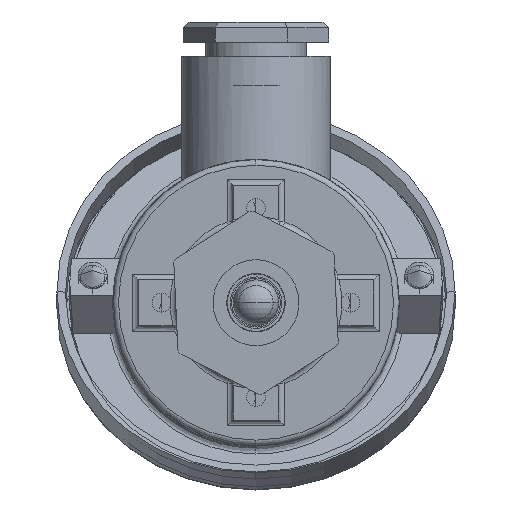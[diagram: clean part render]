
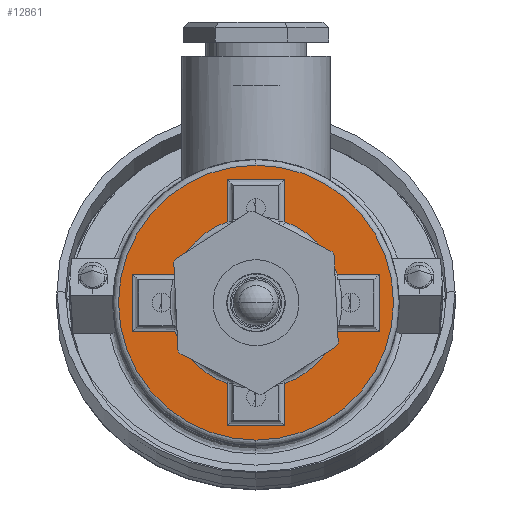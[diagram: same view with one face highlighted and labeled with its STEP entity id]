
A CAD part, front view. The second image highlights one B-rep face of the part: STEP entity #12861.
In plain terms, the highlighted planar face has unit normal (0, -1, 0).
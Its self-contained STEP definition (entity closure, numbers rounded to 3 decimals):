
#79 = CARTESIAN_POINT ( 'NONE',  ( -5., 27.7, -21.5 ) ) ;
#273 = ORIENTED_EDGE ( 'NONE', *, *, #2303, .T. ) ;
#308 = LINE ( 'NONE', #11366, #4459 ) ;
#564 = VERTEX_POINT ( 'NONE', #79 ) ;
#578 = CARTESIAN_POINT ( 'NONE',  ( 5., 27.7, 21.5 ) ) ;
#713 = ORIENTED_EDGE ( 'NONE', *, *, #10508, .T. ) ;
#927 = VERTEX_POINT ( 'NONE', #1154 ) ;
#949 = EDGE_CURVE ( 'NONE', #9091, #10719, #4452, .T. ) ;
#960 = LINE ( 'NONE', #9589, #5265 ) ;
#1119 = DIRECTION ( 'NONE',  ( 1., 0., 0. ) ) ;
#1154 = CARTESIAN_POINT ( 'NONE',  ( -14.142, 27.7, 5. ) ) ;
#1340 = DIRECTION ( 'NONE',  ( 0., 0., 1. ) ) ;
#1501 = ORIENTED_EDGE ( 'NONE', *, *, #949, .T. ) ;
#1516 = CARTESIAN_POINT ( 'NONE',  ( 0., 27.7, 0. ) ) ;
#1742 = VECTOR ( 'NONE', #14324, 1000. ) ;
#1774 = ORIENTED_EDGE ( 'NONE', *, *, #9751, .T. ) ;
#1929 = ORIENTED_EDGE ( 'NONE', *, *, #13941, .T. ) ;
#1989 = CARTESIAN_POINT ( 'NONE',  ( 0., 27.7, 24. ) ) ;
#2067 = CARTESIAN_POINT ( 'NONE',  ( 0., 27.7, -24. ) ) ;
#2187 = CIRCLE ( 'NONE', #3810, 24. ) ;
#2228 = CARTESIAN_POINT ( 'NONE',  ( 20.5, 27.7, 5. ) ) ;
#2303 = EDGE_CURVE ( 'NONE', #9925, #6261, #3098, .T. ) ;
#2330 = DIRECTION ( 'NONE',  ( -1., 0., 0. ) ) ;
#2674 = EDGE_CURVE ( 'NONE', #564, #9808, #14455, .T. ) ;
#2844 = AXIS2_PLACEMENT_3D ( 'NONE', #14374, #14231, #9945 ) ;
#2884 = CIRCLE ( 'NONE', #6366, 15. ) ;
#2887 = DIRECTION ( 'NONE',  ( 0., 0., -1. ) ) ;
#3018 = CARTESIAN_POINT ( 'NONE',  ( 0., 27.7, 0. ) ) ;
#3057 = VECTOR ( 'NONE', #1119, 1000. ) ;
#3086 = DIRECTION ( 'NONE',  ( 0., 1., 0. ) ) ;
#3096 = DIRECTION ( 'NONE',  ( 0., 0., 1. ) ) ;
#3098 = LINE ( 'NONE', #2228, #1742 ) ;
#3165 = CARTESIAN_POINT ( 'NONE',  ( 0., 27.7, 0. ) ) ;
#3187 = EDGE_CURVE ( 'NONE', #8567, #9573, #13540, .T. ) ;
#3254 = CIRCLE ( 'NONE', #11442, 15. ) ;
#3346 = VERTEX_POINT ( 'NONE', #8221 ) ;
#3363 = EDGE_CURVE ( 'NONE', #9295, #4454, #12586, .T. ) ;
#3563 = VERTEX_POINT ( 'NONE', #12209 ) ;
#3578 = DIRECTION ( 'NONE',  ( 0., 0., -1. ) ) ;
#3620 = DIRECTION ( 'NONE',  ( 0., 0., 1. ) ) ;
#3763 = CIRCLE ( 'NONE', #2844, 24. ) ;
#3810 = AXIS2_PLACEMENT_3D ( 'NONE', #12193, #12340, #11071 ) ;
#3911 = DIRECTION ( 'NONE',  ( 0., 1., 0. ) ) ;
#4018 = EDGE_CURVE ( 'NONE', #3563, #564, #9967, .T. ) ;
#4131 = VERTEX_POINT ( 'NONE', #4331 ) ;
#4175 = FACE_BOUND ( 'NONE', #10324, .T. ) ;
#4183 = CARTESIAN_POINT ( 'NONE',  ( -5., 27.7, -14.142 ) ) ;
#4331 = CARTESIAN_POINT ( 'NONE',  ( -5., 27.7, 14.142 ) ) ;
#4401 = ORIENTED_EDGE ( 'NONE', *, *, #4018, .T. ) ;
#4452 = LINE ( 'NONE', #12229, #6553 ) ;
#4454 = VERTEX_POINT ( 'NONE', #9483 ) ;
#4459 = VECTOR ( 'NONE', #1340, 1000. ) ;
#4486 = ORIENTED_EDGE ( 'NONE', *, *, #6797, .T. ) ;
#4502 = AXIS2_PLACEMENT_3D ( 'NONE', #1516, #3911, #3620 ) ;
#4591 = CARTESIAN_POINT ( 'NONE',  ( -20.5, 27.7, -5. ) ) ;
#4672 = ORIENTED_EDGE ( 'NONE', *, *, #2674, .T. ) ;
#4738 = VECTOR ( 'NONE', #2330, 1000. ) ;
#4981 = ORIENTED_EDGE ( 'NONE', *, *, #13205, .T. ) ;
#4983 = CIRCLE ( 'NONE', #5457, 15. ) ;
#5052 = EDGE_CURVE ( 'NONE', #12528, #927, #8725, .T. ) ;
#5063 = DIRECTION ( 'NONE',  ( 0., 0., 1. ) ) ;
#5175 = EDGE_CURVE ( 'NONE', #9573, #12528, #308, .T. ) ;
#5265 = VECTOR ( 'NONE', #6435, 1000. ) ;
#5457 = AXIS2_PLACEMENT_3D ( 'NONE', #9800, #14305, #8698 ) ;
#5638 = DIRECTION ( 'NONE',  ( -1., 0., 0. ) ) ;
#5783 = CARTESIAN_POINT ( 'NONE',  ( 5., 27.7, 13.416 ) ) ;
#6165 = ORIENTED_EDGE ( 'NONE', *, *, #11789, .T. ) ;
#6261 = VERTEX_POINT ( 'NONE', #11229 ) ;
#6366 = AXIS2_PLACEMENT_3D ( 'NONE', #14106, #11825, #3096 ) ;
#6371 = CARTESIAN_POINT ( 'NONE',  ( 5., 27.7, -20.5 ) ) ;
#6435 = DIRECTION ( 'NONE',  ( 0., 0., 1. ) ) ;
#6553 = VECTOR ( 'NONE', #11109, 1000. ) ;
#6776 = ORIENTED_EDGE ( 'NONE', *, *, #3187, .T. ) ;
#6797 = EDGE_CURVE ( 'NONE', #10719, #11549, #12324, .T. ) ;
#6930 = ORIENTED_EDGE ( 'NONE', *, *, #3363, .T. ) ;
#7022 = AXIS2_PLACEMENT_3D ( 'NONE', #3165, #3086, #12035 ) ;
#7083 = VECTOR ( 'NONE', #3578, 1000. ) ;
#7451 = DIRECTION ( 'NONE',  ( 0., 1., 0. ) ) ;
#7546 = EDGE_CURVE ( 'NONE', #11549, #9925, #3254, .T. ) ;
#7660 = CARTESIAN_POINT ( 'NONE',  ( -5., 27.7, -13.416 ) ) ;
#7680 = VERTEX_POINT ( 'NONE', #1989 ) ;
#7848 = CARTESIAN_POINT ( 'NONE',  ( -14.142, 27.7, -5. ) ) ;
#8001 = ORIENTED_EDGE ( 'NONE', *, *, #9741, .T. ) ;
#8103 = CARTESIAN_POINT ( 'NONE',  ( 5., 27.7, 14.142 ) ) ;
#8221 = CARTESIAN_POINT ( 'NONE',  ( 5., 27.7, -14.142 ) ) ;
#8289 = ORIENTED_EDGE ( 'NONE', *, *, #9771, .T. ) ;
#8472 = ORIENTED_EDGE ( 'NONE', *, *, #5175, .T. ) ;
#8567 = VERTEX_POINT ( 'NONE', #7848 ) ;
#8637 = FACE_OUTER_BOUND ( 'NONE', #12007, .T. ) ;
#8698 = DIRECTION ( 'NONE',  ( 0., 0., 1. ) ) ;
#8720 = CARTESIAN_POINT ( 'NONE',  ( 21.5, 27.7, -4. ) ) ;
#8725 = LINE ( 'NONE', #8949, #3057 ) ;
#8949 = CARTESIAN_POINT ( 'NONE',  ( -13.416, 27.7, 5. ) ) ;
#9073 = VECTOR ( 'NONE', #11640, 1000. ) ;
#9091 = VERTEX_POINT ( 'NONE', #10811 ) ;
#9295 = VERTEX_POINT ( 'NONE', #9772 ) ;
#9381 = ORIENTED_EDGE ( 'NONE', *, *, #5052, .T. ) ;
#9418 = VECTOR ( 'NONE', #5638, 1000. ) ;
#9483 = CARTESIAN_POINT ( 'NONE',  ( 14.142, 27.7, -5. ) ) ;
#9573 = VERTEX_POINT ( 'NONE', #12787 ) ;
#9589 = CARTESIAN_POINT ( 'NONE',  ( -5., 27.7, 20.5 ) ) ;
#9654 = DIRECTION ( 'NONE',  ( 0., 0., 1. ) ) ;
#9692 = VECTOR ( 'NONE', #9654, 1000. ) ;
#9741 = EDGE_CURVE ( 'NONE', #6261, #9295, #14039, .T. ) ;
#9751 = EDGE_CURVE ( 'NONE', #3346, #3563, #14256, .T. ) ;
#9771 = EDGE_CURVE ( 'NONE', #9808, #8567, #2884, .T. ) ;
#9772 = CARTESIAN_POINT ( 'NONE',  ( 21.5, 27.7, -5. ) ) ;
#9800 = CARTESIAN_POINT ( 'NONE',  ( 0., 27.7, 0. ) ) ;
#9808 = VERTEX_POINT ( 'NONE', #4183 ) ;
#9877 = EDGE_CURVE ( 'NONE', #11820, #7680, #2187, .T. ) ;
#9888 = PLANE ( 'NONE',  #7022 ) ;
#9925 = VERTEX_POINT ( 'NONE', #10042 ) ;
#9945 = DIRECTION ( 'NONE',  ( 0., 0., 1. ) ) ;
#9967 = LINE ( 'NONE', #10183, #9418 ) ;
#10042 = CARTESIAN_POINT ( 'NONE',  ( 14.142, 27.7, 5. ) ) ;
#10183 = CARTESIAN_POINT ( 'NONE',  ( -4., 27.7, -21.5 ) ) ;
#10324 = EDGE_LOOP ( 'NONE', ( #1929, #1774, #4401, #4672, #8289, #6776, #8472, #9381, #713, #6165, #1501, #4486, #13053, #273, #8001, #6930 ) ) ;
#10471 = ORIENTED_EDGE ( 'NONE', *, *, #9877, .T. ) ;
#10508 = EDGE_CURVE ( 'NONE', #927, #4131, #4983, .T. ) ;
#10719 = VERTEX_POINT ( 'NONE', #578 ) ;
#10811 = CARTESIAN_POINT ( 'NONE',  ( -5., 27.7, 21.5 ) ) ;
#11071 = DIRECTION ( 'NONE',  ( 0., 0., 1. ) ) ;
#11109 = DIRECTION ( 'NONE',  ( 1., 0., 0. ) ) ;
#11229 = CARTESIAN_POINT ( 'NONE',  ( 21.5, 27.7, 5. ) ) ;
#11366 = CARTESIAN_POINT ( 'NONE',  ( -21.5, 27.7, 4. ) ) ;
#11442 = AXIS2_PLACEMENT_3D ( 'NONE', #3018, #7451, #5063 ) ;
#11549 = VERTEX_POINT ( 'NONE', #8103 ) ;
#11640 = DIRECTION ( 'NONE',  ( -1., 0., 0. ) ) ;
#11789 = EDGE_CURVE ( 'NONE', #4131, #9091, #960, .T. ) ;
#11820 = VERTEX_POINT ( 'NONE', #2067 ) ;
#11825 = DIRECTION ( 'NONE',  ( 0., 1., 0. ) ) ;
#11992 = CIRCLE ( 'NONE', #4502, 15. ) ;
#12007 = EDGE_LOOP ( 'NONE', ( #4981, #10471 ) ) ;
#12035 = DIRECTION ( 'NONE',  ( 0., 0., 1. ) ) ;
#12193 = CARTESIAN_POINT ( 'NONE',  ( 0., 27.7, 0. ) ) ;
#12209 = CARTESIAN_POINT ( 'NONE',  ( 5., 27.7, -21.5 ) ) ;
#12229 = CARTESIAN_POINT ( 'NONE',  ( 4., 27.7, 21.5 ) ) ;
#12324 = LINE ( 'NONE', #5783, #7083 ) ;
#12340 = DIRECTION ( 'NONE',  ( 0., -1., 0. ) ) ;
#12354 = CARTESIAN_POINT ( 'NONE',  ( -21.5, 27.7, 5. ) ) ;
#12528 = VERTEX_POINT ( 'NONE', #12354 ) ;
#12586 = LINE ( 'NONE', #13755, #9073 ) ;
#12787 = CARTESIAN_POINT ( 'NONE',  ( -21.5, 27.7, -5. ) ) ;
#12861 = ADVANCED_FACE ( 'NONE', ( #4175, #8637 ), #9888, .F. ) ;
#12941 = VECTOR ( 'NONE', #13215, 1000. ) ;
#13053 = ORIENTED_EDGE ( 'NONE', *, *, #7546, .T. ) ;
#13205 = EDGE_CURVE ( 'NONE', #7680, #11820, #3763, .T. ) ;
#13215 = DIRECTION ( 'NONE',  ( 0., 0., -1. ) ) ;
#13540 = LINE ( 'NONE', #4591, #4738 ) ;
#13755 = CARTESIAN_POINT ( 'NONE',  ( 13.416, 27.7, -5. ) ) ;
#13888 = VECTOR ( 'NONE', #2887, 1000. ) ;
#13941 = EDGE_CURVE ( 'NONE', #4454, #3346, #11992, .T. ) ;
#14039 = LINE ( 'NONE', #8720, #12941 ) ;
#14106 = CARTESIAN_POINT ( 'NONE',  ( 0., 27.7, 0. ) ) ;
#14231 = DIRECTION ( 'NONE',  ( 0., -1., 0. ) ) ;
#14256 = LINE ( 'NONE', #6371, #13888 ) ;
#14305 = DIRECTION ( 'NONE',  ( 0., 1., 0. ) ) ;
#14324 = DIRECTION ( 'NONE',  ( 1., 0., 0. ) ) ;
#14374 = CARTESIAN_POINT ( 'NONE',  ( 0., 27.7, 0. ) ) ;
#14455 = LINE ( 'NONE', #7660, #9692 ) ;
